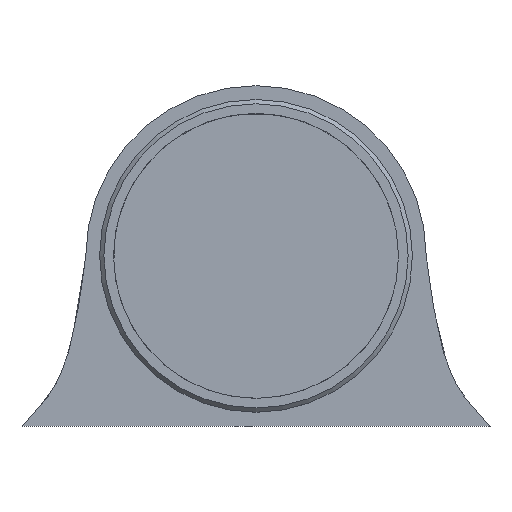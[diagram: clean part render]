
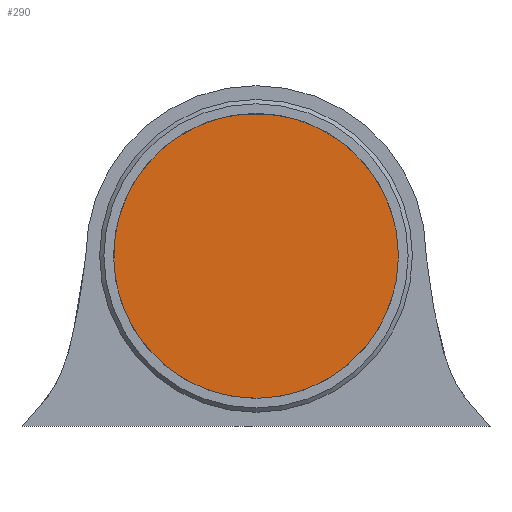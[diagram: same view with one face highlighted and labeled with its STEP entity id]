
A CAD part, top view. The second image highlights one B-rep face of the part: STEP entity #290.
In plain terms, the highlighted planar face has unit normal (0, 0, 1).
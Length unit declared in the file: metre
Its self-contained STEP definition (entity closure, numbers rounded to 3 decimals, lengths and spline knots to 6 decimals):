
#31=CIRCLE('',#313,0.036);
#41=CIRCLE('',#331,0.0355);
#48=LINE('',#412,#61);
#59=LINE('',#628,#72);
#61=VECTOR('',#341,1.);
#72=VECTOR('',#396,1.);
#122=ORIENTED_EDGE('',*,*,#183,.F.);
#123=ORIENTED_EDGE('',*,*,#153,.F.);
#124=ORIENTED_EDGE('',*,*,#158,.T.);
#125=ORIENTED_EDGE('',*,*,#184,.T.);
#153=EDGE_CURVE('',#192,#193,#48,.T.);
#158=EDGE_CURVE('',#192,#196,#31,.T.);
#183=EDGE_CURVE('',#193,#215,#41,.F.);
#184=EDGE_CURVE('',#196,#215,#59,.T.);
#192=VERTEX_POINT('',#411);
#193=VERTEX_POINT('',#413);
#196=VERTEX_POINT('',#423);
#215=VERTEX_POINT('',#625);
#238=EDGE_LOOP('',(#122,#123,#124,#125));
#263=FACE_BOUND('',#238,.T.);
#275=PLANE('',#332);
#290=ADVANCED_FACE('',(#263),#275,.T.);
#313=AXIS2_PLACEMENT_3D('',#424,#348,#349);
#331=AXIS2_PLACEMENT_3D('',#626,#392,#393);
#332=AXIS2_PLACEMENT_3D('',#627,#394,#395);
#341=DIRECTION('',(-0.962,0.272,0.));
#348=DIRECTION('',(0.,0.,1.));
#349=DIRECTION('',(1.,0.,0.));
#392=DIRECTION('',(0.,0.,1.));
#393=DIRECTION('',(1.,0.,0.));
#394=DIRECTION('',(0.,0.,1.));
#395=DIRECTION('',(1.,0.,0.));
#396=DIRECTION('',(-0.966,-0.258,0.));
#411=CARTESIAN_POINT('',(0.034638,-0.009808,0.003));
#412=CARTESIAN_POINT('',(0.032233,-0.009127,0.003));
#413=CARTESIAN_POINT('',(0.034157,-0.009671,0.003));
#423=CARTESIAN_POINT('',(0.034777,0.009303,0.003));
#424=CARTESIAN_POINT('',(0.,0.,0.003));
#625=CARTESIAN_POINT('',(0.034294,0.009174,0.003));
#626=CARTESIAN_POINT('',(0.,0.,0.003));
#627=CARTESIAN_POINT('',(0.,0.,0.003));
#628=CARTESIAN_POINT('',(0.032362,0.008657,0.003));
